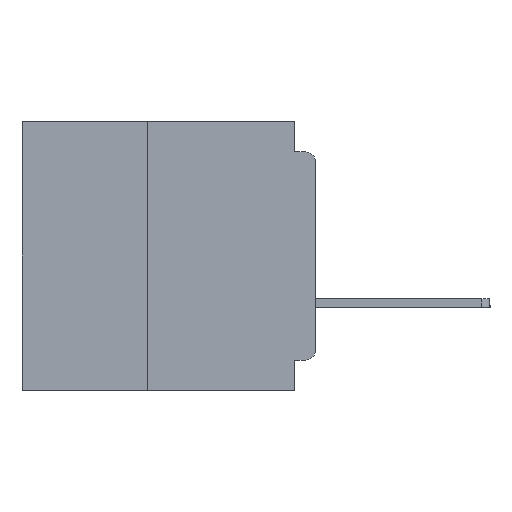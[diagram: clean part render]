
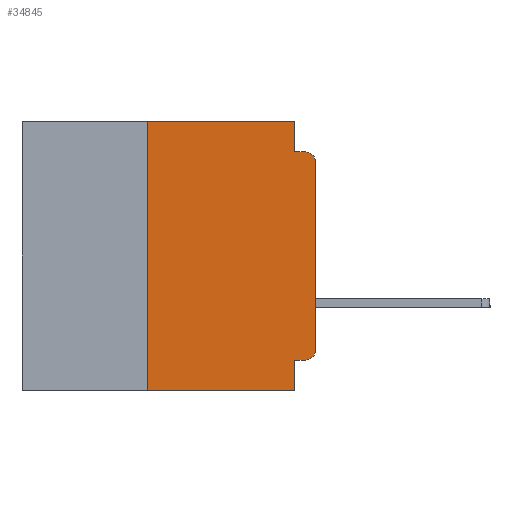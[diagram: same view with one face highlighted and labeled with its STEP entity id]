
A CAD part, left-side view. The second image highlights one B-rep face of the part: STEP entity #34845.
In plain terms, the highlighted planar face has unit normal (-1, 0, 0).
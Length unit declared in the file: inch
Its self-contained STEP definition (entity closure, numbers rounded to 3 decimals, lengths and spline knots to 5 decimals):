
#922 = CARTESIAN_POINT ( 'NONE',  ( 0., 0.031, 0. ) ) ;
#1090 = EDGE_CURVE ( 'NONE', #13888, #9503, #17713, .T. ) ;
#1688 = DIRECTION ( 'NONE',  ( 0., 0., -1. ) ) ;
#1697 = EDGE_CURVE ( 'NONE', #3558, #24439, #26858, .T. ) ;
#2231 = CARTESIAN_POINT ( 'NONE',  ( 0., 0., -0.045 ) ) ;
#2523 = ORIENTED_EDGE ( 'NONE', *, *, #35638, .T. ) ;
#2931 = DIRECTION ( 'NONE',  ( 0., -1., 0. ) ) ;
#3558 = VERTEX_POINT ( 'NONE', #34057 ) ;
#3561 = EDGE_LOOP ( 'NONE', ( #33979, #23475, #18881, #8423, #8454, #36893, #2523, #35563, #14886, #24578 ) ) ;
#5061 = LINE ( 'NONE', #29486, #35343 ) ;
#5114 = CARTESIAN_POINT ( 'NONE',  ( 0., 0.015, -0.06 ) ) ;
#6021 = VECTOR ( 'NONE', #11408, 39.37008 ) ;
#6091 = CARTESIAN_POINT ( 'NONE',  ( 0., 0., -0.34 ) ) ;
#6238 = DIRECTION ( 'NONE',  ( 0., -1., 0. ) ) ;
#6315 = VECTOR ( 'NONE', #34899, 39.37008 ) ;
#6410 = DIRECTION ( 'NONE',  ( -1., 0., 0. ) ) ;
#6653 = CARTESIAN_POINT ( 'NONE',  ( 0., 0.031, -0.045 ) ) ;
#7133 = DIRECTION ( 'NONE',  ( -1., 0., 0. ) ) ;
#7185 = DIRECTION ( 'NONE',  ( 0., 0., -1. ) ) ;
#7221 = LINE ( 'NONE', #11287, #6315 ) ;
#7617 = CARTESIAN_POINT ( 'NONE',  ( 0., 0.031, -0.4 ) ) ;
#8423 = ORIENTED_EDGE ( 'NONE', *, *, #10133, .F. ) ;
#8454 = ORIENTED_EDGE ( 'NONE', *, *, #22835, .F. ) ;
#8483 = CARTESIAN_POINT ( 'NONE',  ( 0., 0., 0. ) ) ;
#9039 = CARTESIAN_POINT ( 'NONE',  ( 0., 0.437, 0. ) ) ;
#9503 = VERTEX_POINT ( 'NONE', #10817 ) ;
#10133 = EDGE_CURVE ( 'NONE', #20721, #33422, #7221, .T. ) ;
#10817 = CARTESIAN_POINT ( 'NONE',  ( 0., 0.031, -0.355 ) ) ;
#11198 = CARTESIAN_POINT ( 'NONE',  ( 0., 0.031, -0.4 ) ) ;
#11287 = CARTESIAN_POINT ( 'NONE',  ( 0., 0.031, 0. ) ) ;
#11408 = DIRECTION ( 'NONE',  ( 0., 0., 1. ) ) ;
#12189 = VECTOR ( 'NONE', #6238, 39.37008 ) ;
#13349 = PLANE ( 'NONE',  #30854 ) ;
#13350 = DIRECTION ( 'NONE',  ( 0., 0., 1. ) ) ;
#13653 = VERTEX_POINT ( 'NONE', #27995 ) ;
#13888 = VERTEX_POINT ( 'NONE', #27588 ) ;
#14282 = CARTESIAN_POINT ( 'NONE',  ( 0., 0.015, -0.045 ) ) ;
#14886 = ORIENTED_EDGE ( 'NONE', *, *, #1090, .F. ) ;
#15268 = EDGE_CURVE ( 'NONE', #9503, #20428, #33901, .T. ) ;
#15277 = LINE ( 'NONE', #2231, #30000 ) ;
#17713 = LINE ( 'NONE', #32482, #23700 ) ;
#17967 = FACE_OUTER_BOUND ( 'NONE', #3561, .T. ) ;
#18881 = ORIENTED_EDGE ( 'NONE', *, *, #27107, .F. ) ;
#19249 = DIRECTION ( 'NONE',  ( 1., 0., 0. ) ) ;
#19337 = EDGE_CURVE ( 'NONE', #27311, #3558, #29426, .T. ) ;
#19801 = DIRECTION ( 'NONE',  ( 0., -1., 0. ) ) ;
#19994 = AXIS2_PLACEMENT_3D ( 'NONE', #23986, #6410, #26928 ) ;
#20428 = VERTEX_POINT ( 'NONE', #11198 ) ;
#20721 = VERTEX_POINT ( 'NONE', #922 ) ;
#22094 = CARTESIAN_POINT ( 'NONE',  ( 0., 0.25, -0.4 ) ) ;
#22835 = EDGE_CURVE ( 'NONE', #13653, #20721, #35609, .T. ) ;
#23475 = ORIENTED_EDGE ( 'NONE', *, *, #1697, .T. ) ;
#23513 = AXIS2_PLACEMENT_3D ( 'NONE', #5114, #7133, #7185 ) ;
#23700 = VECTOR ( 'NONE', #35874, 39.37008 ) ;
#23986 = CARTESIAN_POINT ( 'NONE',  ( 0., 0.015, -0.34 ) ) ;
#24027 = EDGE_CURVE ( 'NONE', #13888, #27311, #32313, .T. ) ;
#24439 = VERTEX_POINT ( 'NONE', #14282 ) ;
#24578 = ORIENTED_EDGE ( 'NONE', *, *, #24027, .T. ) ;
#26858 = CIRCLE ( 'NONE', #23513, 0.015 ) ;
#26928 = DIRECTION ( 'NONE',  ( 0., 0., -1. ) ) ;
#27107 = EDGE_CURVE ( 'NONE', #33422, #24439, #15277, .T. ) ;
#27311 = VERTEX_POINT ( 'NONE', #6091 ) ;
#27588 = CARTESIAN_POINT ( 'NONE',  ( 0., 0.015, -0.355 ) ) ;
#27995 = CARTESIAN_POINT ( 'NONE',  ( 0., 0.25, 0. ) ) ;
#28378 = VECTOR ( 'NONE', #13350, 39.37008 ) ;
#29426 = LINE ( 'NONE', #8483, #6021 ) ;
#29486 = CARTESIAN_POINT ( 'NONE',  ( 0., 0.437, -0.4 ) ) ;
#30000 = VECTOR ( 'NONE', #19801, 39.37008 ) ;
#30426 = EDGE_CURVE ( 'NONE', #37650, #13653, #36176, .T. ) ;
#30556 = CARTESIAN_POINT ( 'NONE',  ( 0., 0.25, -0.4 ) ) ;
#30854 = AXIS2_PLACEMENT_3D ( 'NONE', #36805, #19249, #1688 ) ;
#31080 = DIRECTION ( 'NONE',  ( 0., 0., -1. ) ) ;
#32313 = CIRCLE ( 'NONE', #19994, 0.015 ) ;
#32482 = CARTESIAN_POINT ( 'NONE',  ( 0., 0., -0.355 ) ) ;
#32996 = VECTOR ( 'NONE', #31080, 39.37008 ) ;
#33422 = VERTEX_POINT ( 'NONE', #6653 ) ;
#33901 = LINE ( 'NONE', #7617, #32996 ) ;
#33979 = ORIENTED_EDGE ( 'NONE', *, *, #19337, .T. ) ;
#34057 = CARTESIAN_POINT ( 'NONE',  ( 0., 0., -0.06 ) ) ;
#34845 = ADVANCED_FACE ( 'NONE', ( #17967 ), #13349, .F. ) ;
#34899 = DIRECTION ( 'NONE',  ( 0., 0., -1. ) ) ;
#35343 = VECTOR ( 'NONE', #2931, 39.37008 ) ;
#35563 = ORIENTED_EDGE ( 'NONE', *, *, #15268, .F. ) ;
#35609 = LINE ( 'NONE', #9039, #12189 ) ;
#35638 = EDGE_CURVE ( 'NONE', #37650, #20428, #5061, .T. ) ;
#35874 = DIRECTION ( 'NONE',  ( 0., 1., 0. ) ) ;
#36176 = LINE ( 'NONE', #22094, #28378 ) ;
#36805 = CARTESIAN_POINT ( 'NONE',  ( 0., 0.437, 0. ) ) ;
#36893 = ORIENTED_EDGE ( 'NONE', *, *, #30426, .F. ) ;
#37650 = VERTEX_POINT ( 'NONE', #30556 ) ;
